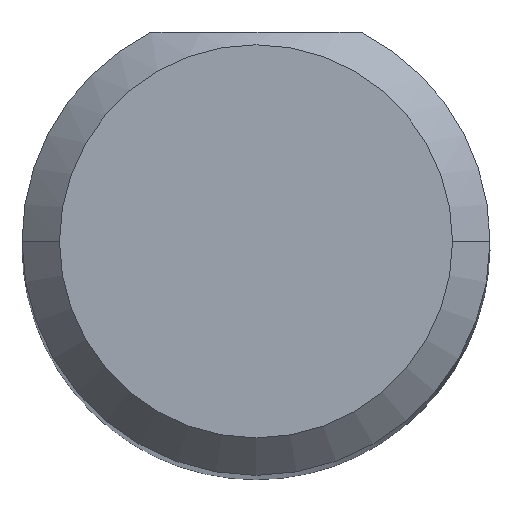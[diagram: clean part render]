
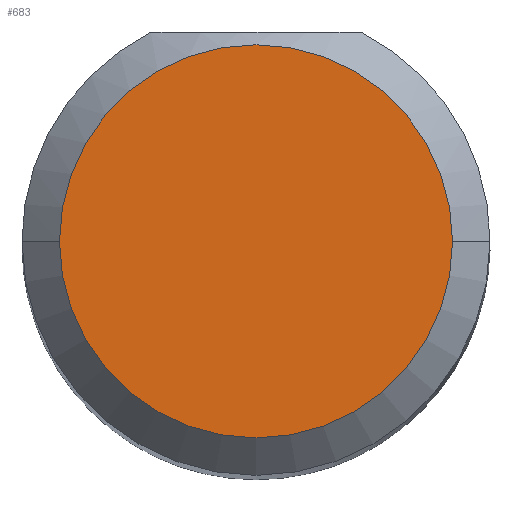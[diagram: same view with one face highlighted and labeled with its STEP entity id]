
A CAD part, top view. The second image highlights one B-rep face of the part: STEP entity #683.
In plain terms, the highlighted planar face has unit normal (0, 0, 1).
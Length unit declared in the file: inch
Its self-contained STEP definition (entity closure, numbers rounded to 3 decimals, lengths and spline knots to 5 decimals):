
#23 = AXIS2_PLACEMENT_3D ( 'NONE', #592, #642, #234 ) ;
#48 = VERTEX_POINT ( 'NONE', #282 ) ;
#123 = DIRECTION ( 'NONE',  ( 1., 0., 0. ) ) ;
#171 = CIRCLE ( 'NONE', #23, 0.07875 ) ;
#192 = FACE_OUTER_BOUND ( 'NONE', #298, .T. ) ;
#207 = ORIENTED_EDGE ( 'NONE', *, *, #277, .T. ) ;
#210 = EDGE_CURVE ( 'NONE', #238, #48, #379, .T. ) ;
#227 = DIRECTION ( 'NONE',  ( 1., 0., 0. ) ) ;
#234 = DIRECTION ( 'NONE',  ( 1., 0., 0. ) ) ;
#236 = ORIENTED_EDGE ( 'NONE', *, *, #210, .T. ) ;
#238 = VERTEX_POINT ( 'NONE', #582 ) ;
#277 = EDGE_CURVE ( 'NONE', #48, #238, #171, .T. ) ;
#282 = CARTESIAN_POINT ( 'NONE',  ( -0.07875, 0., 2. ) ) ;
#295 = AXIS2_PLACEMENT_3D ( 'NONE', #405, #630, #227 ) ;
#298 = EDGE_LOOP ( 'NONE', ( #207, #236 ) ) ;
#379 = CIRCLE ( 'NONE', #295, 0.07875 ) ;
#405 = CARTESIAN_POINT ( 'NONE',  ( 0., 0., 2. ) ) ;
#428 = CARTESIAN_POINT ( 'NONE',  ( 0., 0., 2. ) ) ;
#533 = PLANE ( 'NONE',  #733 ) ;
#582 = CARTESIAN_POINT ( 'NONE',  ( 0.07875, 0., 2. ) ) ;
#592 = CARTESIAN_POINT ( 'NONE',  ( 0., 0., 2. ) ) ;
#603 = DIRECTION ( 'NONE',  ( 0., 0., 1. ) ) ;
#630 = DIRECTION ( 'NONE',  ( 0., 0., 1. ) ) ;
#642 = DIRECTION ( 'NONE',  ( 0., 0., 1. ) ) ;
#683 = ADVANCED_FACE ( 'NONE', ( #192 ), #533, .T. ) ;
#733 = AXIS2_PLACEMENT_3D ( 'NONE', #428, #603, #123 ) ;
